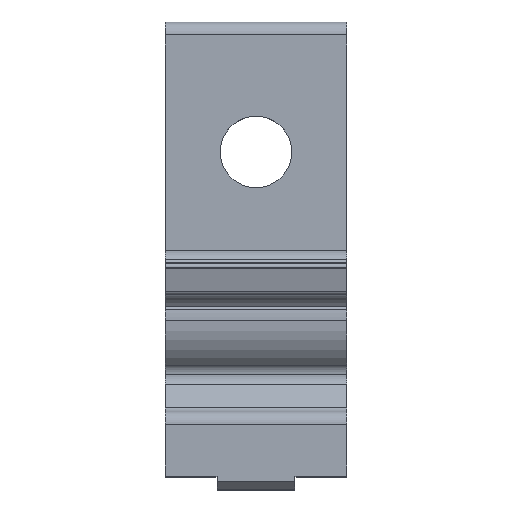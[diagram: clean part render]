
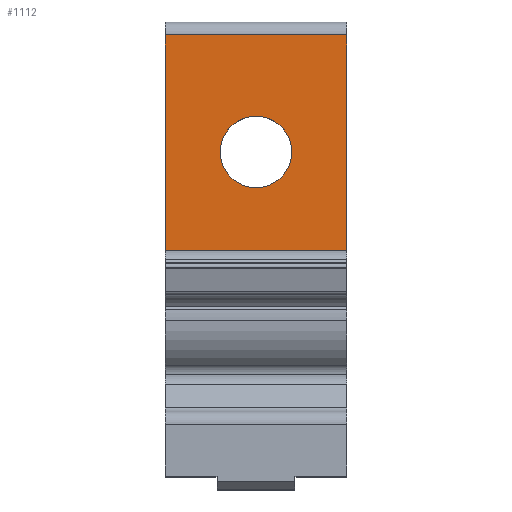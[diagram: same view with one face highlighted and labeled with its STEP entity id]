
A CAD part, top view. The second image highlights one B-rep face of the part: STEP entity #1112.
In plain terms, the highlighted planar face has unit normal (0, 0, 1).
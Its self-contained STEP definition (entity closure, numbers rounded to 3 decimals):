
#4 = ORIENTED_EDGE ( 'NONE', *, *, #672, .F. ) ;
#38 = VERTEX_POINT ( 'NONE', #405 ) ;
#67 = FACE_BOUND ( 'NONE', #255, .T. ) ;
#87 = DIRECTION ( 'NONE',  ( 1., 0., 0. ) ) ;
#89 = VERTEX_POINT ( 'NONE', #443 ) ;
#90 = DIRECTION ( 'NONE',  ( 1., 0., 0. ) ) ;
#110 = AXIS2_PLACEMENT_3D ( 'NONE', #459, #1390, #90 ) ;
#197 = VECTOR ( 'NONE', #1701, 1000. ) ;
#199 = CARTESIAN_POINT ( 'NONE',  ( 7., 34., 5. ) ) ;
#232 = CARTESIAN_POINT ( 'NONE',  ( 7., 17.414, 5. ) ) ;
#252 = ORIENTED_EDGE ( 'NONE', *, *, #715, .F. ) ;
#255 = EDGE_LOOP ( 'NONE', ( #1315, #4 ) ) ;
#273 = AXIS2_PLACEMENT_3D ( 'NONE', #1283, #1435, #87 ) ;
#323 = LINE ( 'NONE', #199, #197 ) ;
#349 = ORIENTED_EDGE ( 'NONE', *, *, #1558, .T. ) ;
#365 = DIRECTION ( 'NONE',  ( 0., -1., 0. ) ) ;
#405 = CARTESIAN_POINT ( 'NONE',  ( 2.75, 25., 5. ) ) ;
#443 = CARTESIAN_POINT ( 'NONE',  ( 7., 17.414, 5. ) ) ;
#459 = CARTESIAN_POINT ( 'NONE',  ( 0., 25., 5. ) ) ;
#476 = LINE ( 'NONE', #1153, #813 ) ;
#479 = FACE_OUTER_BOUND ( 'NONE', #765, .T. ) ;
#486 = DIRECTION ( 'NONE',  ( -1., 0., 0. ) ) ;
#560 = CARTESIAN_POINT ( 'NONE',  ( -2.75, 25., 5. ) ) ;
#571 = VERTEX_POINT ( 'NONE', #560 ) ;
#587 = LINE ( 'NONE', #1269, #1206 ) ;
#599 = EDGE_CURVE ( 'NONE', #774, #89, #587, .T. ) ;
#614 = AXIS2_PLACEMENT_3D ( 'NONE', #1547, #1417, #365 ) ;
#620 = LINE ( 'NONE', #232, #1400 ) ;
#672 = EDGE_CURVE ( 'NONE', #571, #38, #1035, .T. ) ;
#715 = EDGE_CURVE ( 'NONE', #89, #1332, #620, .T. ) ;
#765 = EDGE_LOOP ( 'NONE', ( #1335, #252, #960, #349 ) ) ;
#774 = VERTEX_POINT ( 'NONE', #1037 ) ;
#813 = VECTOR ( 'NONE', #1668, 1000. ) ;
#869 = CARTESIAN_POINT ( 'NONE',  ( -7., 34., 5. ) ) ;
#960 = ORIENTED_EDGE ( 'NONE', *, *, #599, .F. ) ;
#1019 = PLANE ( 'NONE',  #614 ) ;
#1035 = CIRCLE ( 'NONE', #273, 2.75 ) ;
#1037 = CARTESIAN_POINT ( 'NONE',  ( 7., 34., 5. ) ) ;
#1112 = ADVANCED_FACE ( 'NONE', ( #67, #479 ), #1019, .F. ) ;
#1135 = DIRECTION ( 'NONE',  ( 0., -1., 0. ) ) ;
#1153 = CARTESIAN_POINT ( 'NONE',  ( -7., 34., 5. ) ) ;
#1206 = VECTOR ( 'NONE', #1135, 1000. ) ;
#1269 = CARTESIAN_POINT ( 'NONE',  ( 7., 34., 5. ) ) ;
#1283 = CARTESIAN_POINT ( 'NONE',  ( 0., 25., 5. ) ) ;
#1295 = CIRCLE ( 'NONE', #110, 2.75 ) ;
#1315 = ORIENTED_EDGE ( 'NONE', *, *, #1541, .F. ) ;
#1332 = VERTEX_POINT ( 'NONE', #1623 ) ;
#1335 = ORIENTED_EDGE ( 'NONE', *, *, #1489, .T. ) ;
#1390 = DIRECTION ( 'NONE',  ( 0., 0., 1. ) ) ;
#1400 = VECTOR ( 'NONE', #486, 1000. ) ;
#1417 = DIRECTION ( 'NONE',  ( 0., 0., -1. ) ) ;
#1435 = DIRECTION ( 'NONE',  ( 0., 0., 1. ) ) ;
#1470 = VERTEX_POINT ( 'NONE', #869 ) ;
#1489 = EDGE_CURVE ( 'NONE', #1470, #1332, #476, .T. ) ;
#1541 = EDGE_CURVE ( 'NONE', #38, #571, #1295, .T. ) ;
#1547 = CARTESIAN_POINT ( 'NONE',  ( 7., 34., 5. ) ) ;
#1558 = EDGE_CURVE ( 'NONE', #774, #1470, #323, .T. ) ;
#1623 = CARTESIAN_POINT ( 'NONE',  ( -7., 17.414, 5. ) ) ;
#1668 = DIRECTION ( 'NONE',  ( 0., -1., 0. ) ) ;
#1701 = DIRECTION ( 'NONE',  ( -1., 0., 0. ) ) ;
